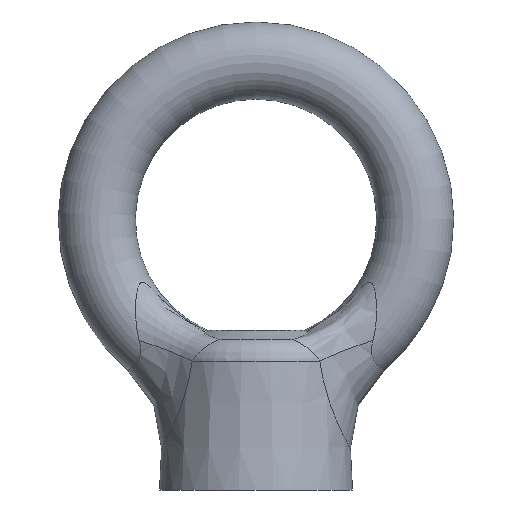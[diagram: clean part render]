
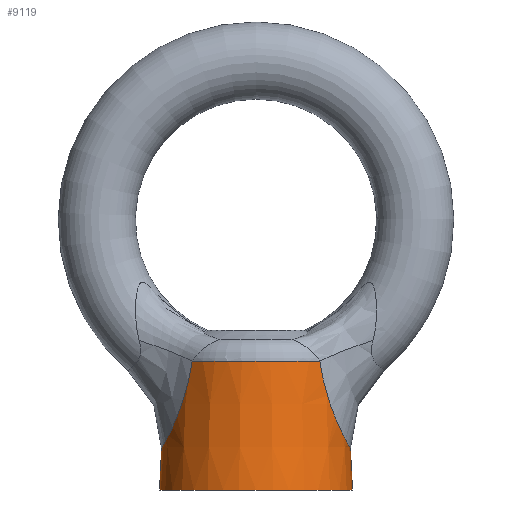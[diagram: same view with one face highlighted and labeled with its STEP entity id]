
A CAD part, front view. The second image highlights one B-rep face of the part: STEP entity #9119.
In plain terms, the highlighted conical face has half-angle 2.862 degrees and reference radius 10 mm.
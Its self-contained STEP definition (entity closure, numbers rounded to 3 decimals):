
#170 = DIRECTION ( 'NONE',  ( -1., 0., 0. ) ) ;
#171 = DIRECTION ( 'NONE',  ( 0., 0., -1. ) ) ;
#172 = AXIS2_PLACEMENT_3D ( 'NONE', #259, #171, #170 ) ;
#173 = CIRCLE ( 'NONE', #172, 10. ) ;
#259 = CARTESIAN_POINT ( 'NONE',  ( 0., 0., -28. ) ) ;
#9074 = ORIENTED_EDGE ( 'NONE', *, *, #9248, .F. ) ;
#9108 = VERTEX_POINT ( 'NONE', #11755 ) ;
#9113 = VERTEX_POINT ( 'NONE', #9458 ) ;
#9119 = ADVANCED_FACE ( 'NONE', ( #9519 ), #9541, .T. ) ;
#9120 = EDGE_LOOP ( 'NONE', ( #9121, #9122, #9125, #9128, #9130, #9074 ) ) ;
#9121 = ORIENTED_EDGE ( 'NONE', *, *, #9176, .F. ) ;
#9122 = ORIENTED_EDGE ( 'NONE', *, *, #9123, .T. ) ;
#9123 = EDGE_CURVE ( 'NONE', #9113, #9124, #9536, .T. ) ;
#9124 = VERTEX_POINT ( 'NONE', #9535 ) ;
#9125 = ORIENTED_EDGE ( 'NONE', *, *, #9126, .T. ) ;
#9126 = EDGE_CURVE ( 'NONE', #9124, #9127, #9558, .T. ) ;
#9127 = VERTEX_POINT ( 'NONE', #9550 ) ;
#9128 = ORIENTED_EDGE ( 'NONE', *, *, #9129, .T. ) ;
#9129 = EDGE_CURVE ( 'NONE', #9127, #9179, #12113, .T. ) ;
#9130 = ORIENTED_EDGE ( 'NONE', *, *, #9204, .T. ) ;
#9176 = EDGE_CURVE ( 'NONE', #9113, #9108, #12251, .T. ) ;
#9179 = VERTEX_POINT ( 'NONE', #12242 ) ;
#9182 = VERTEX_POINT ( 'NONE', #12235 ) ;
#9204 = EDGE_CURVE ( 'NONE', #9179, #9182, #12182, .T. ) ;
#9248 = EDGE_CURVE ( 'NONE', #9108, #9182, #173, .T. ) ;
#9458 = CARTESIAN_POINT ( 'NONE',  ( 9.786, 0., -23.721 ) ) ;
#9519 = FACE_OUTER_BOUND ( 'NONE', #9120, .T. ) ;
#9535 = CARTESIAN_POINT ( 'NONE',  ( 6.615, -6.584, -14.658 ) ) ;
#9536 = B_SPLINE_CURVE_WITH_KNOTS ( 'NONE', 3,
 ( #9547, #9546, #9545, #9544, #9543, #9542, #9568, #9567, #9566, #9565, #9564, #9563, #9562, #9561, #9560, #9559 ),
 .UNSPECIFIED., .F., .F.,
 ( 4, 2, 2, 2, 2, 2, 2, 4 ),
 ( 0.013, 0.014, 0.016, 0.017, 0.018, 0.019, 0.022, 0.026 ),
 .UNSPECIFIED. ) ;
#9537 = DIRECTION ( 'NONE',  ( -1., 0., 0. ) ) ;
#9538 = DIRECTION ( 'NONE',  ( 0., 0., -1. ) ) ;
#9539 = CARTESIAN_POINT ( 'NONE',  ( 0., 0., -28. ) ) ;
#9540 = AXIS2_PLACEMENT_3D ( 'NONE', #9539, #9538, #9537 ) ;
#9541 = CONICAL_SURFACE ( 'NONE', #9540, 10., 0.05 ) ;
#9542 = CARTESIAN_POINT ( 'NONE',  ( 9.203, -3.173, -22.638 ) ) ;
#9543 = CARTESIAN_POINT ( 'NONE',  ( 9.429, -2.535, -23.075 ) ) ;
#9544 = CARTESIAN_POINT ( 'NONE',  ( 9.556, -2.076, -23.307 ) ) ;
#9545 = CARTESIAN_POINT ( 'NONE',  ( 9.736, -1.074, -23.633 ) ) ;
#9546 = CARTESIAN_POINT ( 'NONE',  ( 9.786, -0.532, -23.721 ) ) ;
#9547 = CARTESIAN_POINT ( 'NONE',  ( 9.786, 0., -23.721 ) ) ;
#9550 = CARTESIAN_POINT ( 'NONE',  ( -6.615, -6.584, -14.658 ) ) ;
#9551 = DIRECTION ( 'NONE',  ( 1., 0., 0. ) ) ;
#9552 = DIRECTION ( 'NONE',  ( 0., 0., -1. ) ) ;
#9553 = CARTESIAN_POINT ( 'NONE',  ( 0., 0., -14.658 ) ) ;
#9554 = AXIS2_PLACEMENT_3D ( 'NONE', #9553, #9552, #9551 ) ;
#9558 = CIRCLE ( 'NONE', #9554, 9.333 ) ;
#9559 = CARTESIAN_POINT ( 'NONE',  ( 6.615, -6.584, -14.658 ) ) ;
#9560 = CARTESIAN_POINT ( 'NONE',  ( 6.778, -6.494, -15.71 ) ) ;
#9561 = CARTESIAN_POINT ( 'NONE',  ( 6.997, -6.343, -16.739 ) ) ;
#9562 = CARTESIAN_POINT ( 'NONE',  ( 7.554, -5.834, -18.737 ) ) ;
#9563 = CARTESIAN_POINT ( 'NONE',  ( 7.887, -5.48, -19.689 ) ) ;
#9564 = CARTESIAN_POINT ( 'NONE',  ( 8.424, -4.718, -20.994 ) ) ;
#9565 = CARTESIAN_POINT ( 'NONE',  ( 8.604, -4.429, -21.401 ) ) ;
#9566 = CARTESIAN_POINT ( 'NONE',  ( 8.868, -3.931, -21.962 ) ) ;
#9567 = CARTESIAN_POINT ( 'NONE',  ( 8.954, -3.754, -22.14 ) ) ;
#9568 = CARTESIAN_POINT ( 'NONE',  ( 9.122, -3.375, -22.479 ) ) ;
#11755 = CARTESIAN_POINT ( 'NONE',  ( 10., 0., -28. ) ) ;
#12084 = CARTESIAN_POINT ( 'NONE',  ( -9.786, 0., -23.721 ) ) ;
#12085 = CARTESIAN_POINT ( 'NONE',  ( -9.786, -0.266, -23.721 ) ) ;
#12086 = CARTESIAN_POINT ( 'NONE',  ( -9.774, -0.532, -23.7 ) ) ;
#12087 = CARTESIAN_POINT ( 'NONE',  ( -9.727, -1.06, -23.616 ) ) ;
#12088 = CARTESIAN_POINT ( 'NONE',  ( -9.691, -1.321, -23.552 ) ) ;
#12089 = CARTESIAN_POINT ( 'NONE',  ( -9.601, -1.826, -23.388 ) ) ;
#12090 = CARTESIAN_POINT ( 'NONE',  ( -9.545, -2.071, -23.287 ) ) ;
#12091 = CARTESIAN_POINT ( 'NONE',  ( -9.421, -2.535, -23.055 ) ) ;
#12092 = CARTESIAN_POINT ( 'NONE',  ( -9.351, -2.757, -22.923 ) ) ;
#12093 = CARTESIAN_POINT ( 'NONE',  ( -9.2, -3.181, -22.632 ) ) ;
#12094 = CARTESIAN_POINT ( 'NONE',  ( -9.118, -3.383, -22.472 ) ) ;
#12095 = CARTESIAN_POINT ( 'NONE',  ( -8.951, -3.76, -22.135 ) ) ;
#12096 = CARTESIAN_POINT ( 'NONE',  ( -8.865, -3.935, -21.957 ) ) ;
#12097 = CARTESIAN_POINT ( 'NONE',  ( -8.603, -4.431, -21.398 ) ) ;
#12098 = CARTESIAN_POINT ( 'NONE',  ( -8.422, -4.719, -20.992 ) ) ;
#12099 = CARTESIAN_POINT ( 'NONE',  ( -8.064, -5.229, -20.119 ) ) ;
#12100 = CARTESIAN_POINT ( 'NONE',  ( -7.892, -5.443, -19.664 ) ) ;
#12101 = CARTESIAN_POINT ( 'NONE',  ( -7.567, -5.808, -18.726 ) ) ;
#12102 = CARTESIAN_POINT ( 'NONE',  ( -7.416, -5.96, -18.241 ) ) ;
#12103 = CARTESIAN_POINT ( 'NONE',  ( -7.138, -6.214, -17.246 ) ) ;
#12104 = CARTESIAN_POINT ( 'NONE',  ( -7.013, -6.316, -16.735 ) ) ;
#12110 = CARTESIAN_POINT ( 'NONE',  ( -6.792, -6.478, -15.705 ) ) ;
#12111 = CARTESIAN_POINT ( 'NONE',  ( -6.697, -6.539, -15.184 ) ) ;
#12112 = CARTESIAN_POINT ( 'NONE',  ( -6.615, -6.584, -14.658 ) ) ;
#12113 = B_SPLINE_CURVE_WITH_KNOTS ( 'NONE', 3,
 ( #12112, #12111, #12110, #12104, #12103, #12102, #12101, #12100, #12099, #12098, #12097, #12096, #12095, #12094, #12093, #12092, #12091, #12090, #12089, #12088, #12087, #12086, #12085, #12084 ),
 .UNSPECIFIED., .F., .F.,
 ( 4, 2, 2, 2, 2, 2, 2, 2, 2, 2, 2, 4 ),
 ( 0., 0.002, 0.003, 0.005, 0.006, 0.008, 0.009, 0.01, 0.01, 0.011, 0.012, 0.013 ),
 .UNSPECIFIED. ) ;
#12179 = DIRECTION ( 'NONE',  ( -0.05, 0., -0.999 ) ) ;
#12180 = VECTOR ( 'NONE', #12179, 1000. ) ;
#12181 = CARTESIAN_POINT ( 'NONE',  ( -10., 0., -28. ) ) ;
#12182 = LINE ( 'NONE', #12181, #12180 ) ;
#12235 = CARTESIAN_POINT ( 'NONE',  ( -10., 0., -28. ) ) ;
#12242 = CARTESIAN_POINT ( 'NONE',  ( -9.786, 0., -23.721 ) ) ;
#12248 = DIRECTION ( 'NONE',  ( 0.05, 0., -0.999 ) ) ;
#12249 = VECTOR ( 'NONE', #12248, 1000. ) ;
#12250 = CARTESIAN_POINT ( 'NONE',  ( 10., 0., -28. ) ) ;
#12251 = LINE ( 'NONE', #12250, #12249 ) ;
